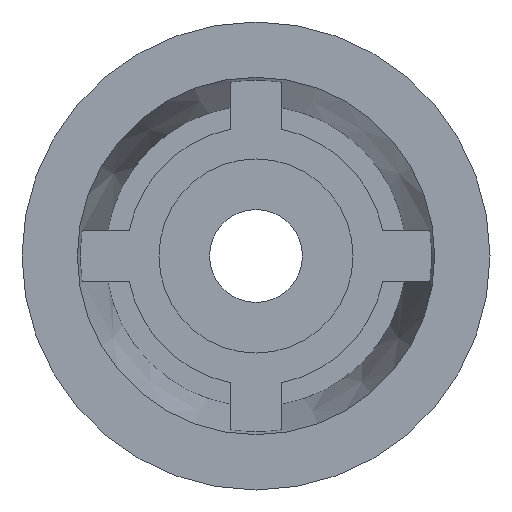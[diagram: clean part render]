
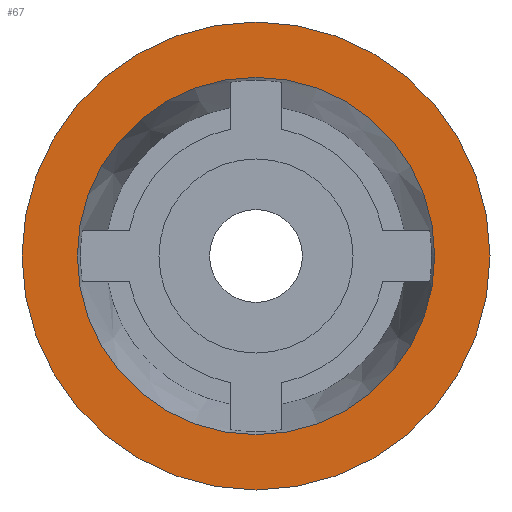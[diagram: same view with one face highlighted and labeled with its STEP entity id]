
A CAD part, front view. The second image highlights one B-rep face of the part: STEP entity #67.
In plain terms, the highlighted planar face has unit normal (0, -1, 0).
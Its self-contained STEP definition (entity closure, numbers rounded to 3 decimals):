
#18 = CARTESIAN_POINT ( 'NONE',  ( 0., 0., -10.85 ) ) ;
#27 = VERTEX_POINT ( 'NONE', #597 ) ;
#33 = CARTESIAN_POINT ( 'NONE',  ( 0., 0., 0. ) ) ;
#37 = CIRCLE ( 'NONE', #1430, 8.284 ) ;
#64 = DIRECTION ( 'NONE',  ( 0., -1., 0. ) ) ;
#67 = ADVANCED_FACE ( 'NONE', ( #708, #342 ), #191, .T. ) ;
#103 = EDGE_CURVE ( 'NONE', #478, #825, #1476, .T. ) ;
#191 = PLANE ( 'NONE',  #525 ) ;
#218 = EDGE_CURVE ( 'NONE', #902, #27, #1127, .T. ) ;
#231 = DIRECTION ( 'NONE',  ( 0., 1., 0. ) ) ;
#238 = ORIENTED_EDGE ( 'NONE', *, *, #1515, .F. ) ;
#341 = AXIS2_PLACEMENT_3D ( 'NONE', #33, #553, #1576 ) ;
#342 = FACE_OUTER_BOUND ( 'NONE', #437, .T. ) ;
#437 = EDGE_LOOP ( 'NONE', ( #1285, #238 ) ) ;
#460 = ORIENTED_EDGE ( 'NONE', *, *, #1188, .T. ) ;
#478 = VERTEX_POINT ( 'NONE', #18 ) ;
#491 = DIRECTION ( 'NONE',  ( 0., 1., 0. ) ) ;
#525 = AXIS2_PLACEMENT_3D ( 'NONE', #1216, #64, #1225 ) ;
#553 = DIRECTION ( 'NONE',  ( 0., 1., 0. ) ) ;
#597 = CARTESIAN_POINT ( 'NONE',  ( 0., 0., -8.284 ) ) ;
#620 = DIRECTION ( 'NONE',  ( 0., 0., -1. ) ) ;
#660 = CARTESIAN_POINT ( 'NONE',  ( 0., 0., 8.284 ) ) ;
#708 = FACE_BOUND ( 'NONE', #1597, .T. ) ;
#825 = VERTEX_POINT ( 'NONE', #834 ) ;
#834 = CARTESIAN_POINT ( 'NONE',  ( 0., 0., 10.85 ) ) ;
#880 = CARTESIAN_POINT ( 'NONE',  ( 0., 0., 0. ) ) ;
#883 = DIRECTION ( 'NONE',  ( 0., 1., 0. ) ) ;
#902 = VERTEX_POINT ( 'NONE', #660 ) ;
#1008 = CARTESIAN_POINT ( 'NONE',  ( 0., 0., 0. ) ) ;
#1022 = DIRECTION ( 'NONE',  ( 0., 0., -1. ) ) ;
#1127 = CIRCLE ( 'NONE', #1342, 8.284 ) ;
#1163 = CIRCLE ( 'NONE', #341, 10.85 ) ;
#1188 = EDGE_CURVE ( 'NONE', #27, #902, #37, .T. ) ;
#1216 = CARTESIAN_POINT ( 'NONE',  ( 10.85, 0., 0. ) ) ;
#1225 = DIRECTION ( 'NONE',  ( 0., 0., -1. ) ) ;
#1275 = CARTESIAN_POINT ( 'NONE',  ( 0., 0., 0. ) ) ;
#1285 = ORIENTED_EDGE ( 'NONE', *, *, #103, .F. ) ;
#1342 = AXIS2_PLACEMENT_3D ( 'NONE', #1275, #883, #1022 ) ;
#1426 = ORIENTED_EDGE ( 'NONE', *, *, #218, .T. ) ;
#1430 = AXIS2_PLACEMENT_3D ( 'NONE', #880, #231, #620 ) ;
#1476 = CIRCLE ( 'NONE', #1536, 10.85 ) ;
#1515 = EDGE_CURVE ( 'NONE', #825, #478, #1163, .T. ) ;
#1528 = DIRECTION ( 'NONE',  ( 0., 0., -1. ) ) ;
#1536 = AXIS2_PLACEMENT_3D ( 'NONE', #1008, #491, #1528 ) ;
#1576 = DIRECTION ( 'NONE',  ( 0., 0., -1. ) ) ;
#1597 = EDGE_LOOP ( 'NONE', ( #460, #1426 ) ) ;
